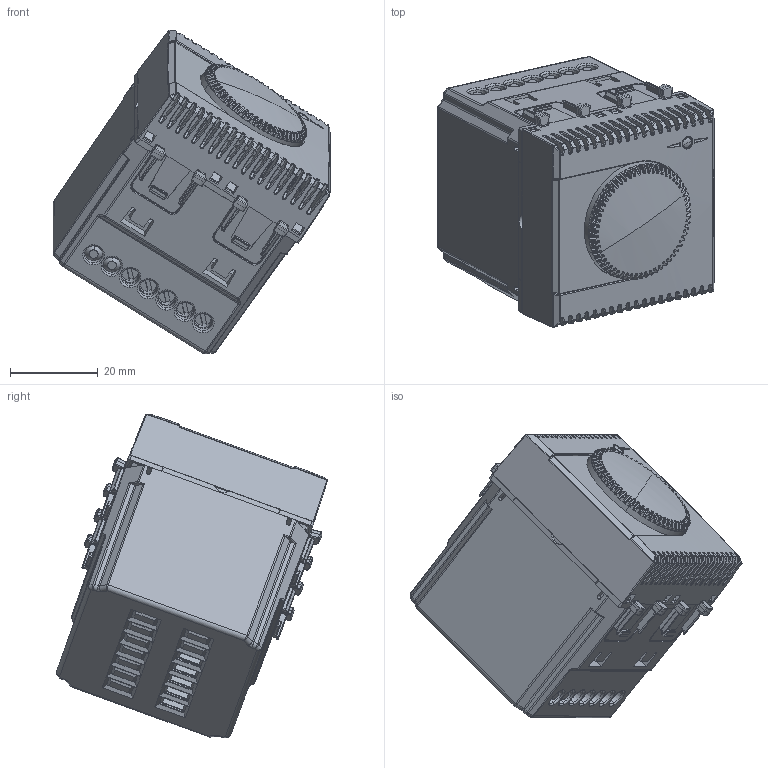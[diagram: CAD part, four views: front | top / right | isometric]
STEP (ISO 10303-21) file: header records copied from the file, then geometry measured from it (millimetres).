
FILE_DESCRIPTION(('CATIA V5 STEP Exchange'),'2;1');
FILE_NAME('445085.stp','2024-02-27T10:46:53+00:00',('none'),('none'),'CATIA Version 5-6 Release 2016 SP6','CATIA V5 STEP AP203','none');
FILE_SCHEMA(('CONFIG_CONTROL_DESIGN'));
Products named in the file (1): 445085
Assembly tree (6 placements, depth 2):
  445085
    #57
    #25088
    #124305
    #124718
    #159320  x2
Bounding box: 63.36 x 62 x 74.02 mm (x, y, z)
Volume: 25720.4 mm3; surface area: 33886.8 mm2
Topology: 6 solids, 6 shells, 3748 faces, 9887 edges, 5866 vertices
Faces by surface type: plane 1439, cylinder 953, bspline 600, cone 423, sphere 231, torus 102
Entity records: 161353 total; most frequent: CARTESIAN_POINT 86997, ORIENTED_EDGE 18880, DIRECTION 9468, EDGE_CURVE 9440, VERTEX_POINT 5750, B_SPLINE_CURVE_WITH_KNOTS 4253, EDGE_LOOP 3756, VECTOR 3732
